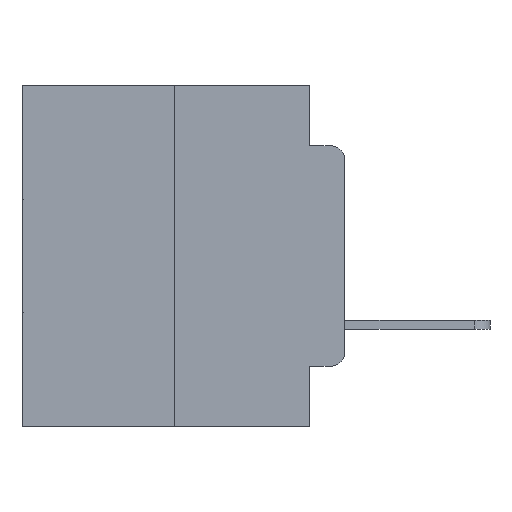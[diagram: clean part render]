
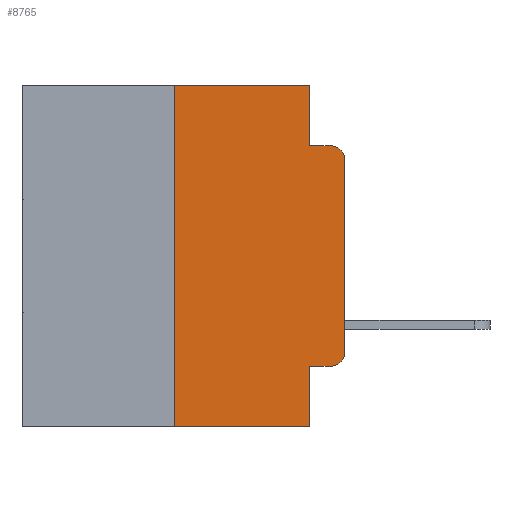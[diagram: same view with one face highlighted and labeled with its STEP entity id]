
A CAD part, left-side view. The second image highlights one B-rep face of the part: STEP entity #8765.
In plain terms, the highlighted planar face has unit normal (-1, 0, 0).
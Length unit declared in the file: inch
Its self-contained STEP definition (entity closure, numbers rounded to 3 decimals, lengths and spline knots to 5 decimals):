
#108 = VECTOR ( 'NONE', #2204, 39.37008 ) ;
#183 = EDGE_CURVE ( 'NONE', #20535, #14086, #26478, .T. ) ;
#271 = CARTESIAN_POINT ( 'NONE',  ( 0., 0.02, -0.0885 ) ) ;
#575 = LINE ( 'NONE', #11305, #19278 ) ;
#1437 = DIRECTION ( 'NONE',  ( 0., -1., 0. ) ) ;
#1608 = ORIENTED_EDGE ( 'NONE', *, *, #8493, .T. ) ;
#1755 = ORIENTED_EDGE ( 'NONE', *, *, #10820, .F. ) ;
#2198 = CARTESIAN_POINT ( 'NONE',  ( 0., 0., 0. ) ) ;
#2204 = DIRECTION ( 'NONE',  ( 0., -1., 0. ) ) ;
#2646 = EDGE_CURVE ( 'NONE', #25581, #3341, #27030, .T. ) ;
#2955 = EDGE_CURVE ( 'NONE', #24457, #19834, #21484, .T. ) ;
#3341 = VERTEX_POINT ( 'NONE', #271 ) ;
#3406 = ORIENTED_EDGE ( 'NONE', *, *, #4812, .T. ) ;
#3530 = CARTESIAN_POINT ( 'NONE',  ( 0., 0.473, 0. ) ) ;
#3662 = ORIENTED_EDGE ( 'NONE', *, *, #5563, .T. ) ;
#4081 = DIRECTION ( 'NONE',  ( -1., 0., 0. ) ) ;
#4525 = DIRECTION ( 'NONE',  ( 0., 0., -1. ) ) ;
#4684 = CARTESIAN_POINT ( 'NONE',  ( 0., 0.051, 0. ) ) ;
#4812 = EDGE_CURVE ( 'NONE', #14086, #25581, #20151, .T. ) ;
#4842 = DIRECTION ( 'NONE',  ( 0., 0., -1. ) ) ;
#5050 = AXIS2_PLACEMENT_3D ( 'NONE', #15365, #22361, #10971 ) ;
#5357 = AXIS2_PLACEMENT_3D ( 'NONE', #17134, #10892, #4525 ) ;
#5563 = EDGE_CURVE ( 'NONE', #11242, #20535, #22423, .T. ) ;
#6315 = AXIS2_PLACEMENT_3D ( 'NONE', #14855, #4081, #8389 ) ;
#7267 = CARTESIAN_POINT ( 'NONE',  ( 0., 0.051, -0.5 ) ) ;
#8389 = DIRECTION ( 'NONE',  ( 0., 0., -1. ) ) ;
#8493 = EDGE_CURVE ( 'NONE', #20702, #22744, #12126, .T. ) ;
#8765 = ADVANCED_FACE ( 'NONE', ( #18976 ), #19210, .F. ) ;
#8795 = CARTESIAN_POINT ( 'NONE',  ( 0., 0.051, -0.4115 ) ) ;
#8950 = CARTESIAN_POINT ( 'NONE',  ( 0., 0.051, -0.0885 ) ) ;
#9878 = CARTESIAN_POINT ( 'NONE',  ( 0., 0.473, -0.5 ) ) ;
#10159 = ORIENTED_EDGE ( 'NONE', *, *, #183, .T. ) ;
#10321 = LINE ( 'NONE', #8950, #27029 ) ;
#10385 = LINE ( 'NONE', #21618, #11390 ) ;
#10820 = EDGE_CURVE ( 'NONE', #20702, #24457, #27051, .T. ) ;
#10892 = DIRECTION ( 'NONE',  ( 1., 0., 0. ) ) ;
#10912 = DIRECTION ( 'NONE',  ( 0., -1., 0. ) ) ;
#10971 = DIRECTION ( 'NONE',  ( 0., 0., -1. ) ) ;
#11242 = VERTEX_POINT ( 'NONE', #8795 ) ;
#11305 = CARTESIAN_POINT ( 'NONE',  ( 0., 0.051, 0. ) ) ;
#11390 = VECTOR ( 'NONE', #4842, 39.37008 ) ;
#12126 = LINE ( 'NONE', #9878, #16419 ) ;
#12738 = DIRECTION ( 'NONE',  ( 0., 0., 1. ) ) ;
#13407 = CARTESIAN_POINT ( 'NONE',  ( 0., 0., -0.3915 ) ) ;
#14086 = VERTEX_POINT ( 'NONE', #13407 ) ;
#14697 = CARTESIAN_POINT ( 'NONE',  ( 0., 0.25, 0. ) ) ;
#14855 = CARTESIAN_POINT ( 'NONE',  ( 0., 0.02, -0.1085 ) ) ;
#15365 = CARTESIAN_POINT ( 'NONE',  ( 0., 0.02, -0.3915 ) ) ;
#16190 = ORIENTED_EDGE ( 'NONE', *, *, #2646, .T. ) ;
#16419 = VECTOR ( 'NONE', #1437, 39.37008 ) ;
#16597 = VECTOR ( 'NONE', #12738, 39.37008 ) ;
#17134 = CARTESIAN_POINT ( 'NONE',  ( 0., 0.473, 0. ) ) ;
#17467 = DIRECTION ( 'NONE',  ( 0., 0., -1. ) ) ;
#17611 = CARTESIAN_POINT ( 'NONE',  ( 0., 0.02, -0.4115 ) ) ;
#17692 = EDGE_LOOP ( 'NONE', ( #3406, #16190, #23895, #25897, #26198, #1755, #1608, #24616, #3662, #10159 ) ) ;
#18883 = DIRECTION ( 'NONE',  ( 0., 0., 1. ) ) ;
#18976 = FACE_OUTER_BOUND ( 'NONE', #17692, .T. ) ;
#19106 = CARTESIAN_POINT ( 'NONE',  ( 0., 0., -0.1085 ) ) ;
#19210 = PLANE ( 'NONE',  #5357 ) ;
#19278 = VECTOR ( 'NONE', #17467, 39.37008 ) ;
#19386 = VERTEX_POINT ( 'NONE', #26974 ) ;
#19834 = VERTEX_POINT ( 'NONE', #4684 ) ;
#20041 = CARTESIAN_POINT ( 'NONE',  ( 0., 0.25, -0.5 ) ) ;
#20151 = LINE ( 'NONE', #2198, #24106 ) ;
#20535 = VERTEX_POINT ( 'NONE', #17611 ) ;
#20595 = EDGE_CURVE ( 'NONE', #19834, #19386, #10385, .T. ) ;
#20702 = VERTEX_POINT ( 'NONE', #20041 ) ;
#21484 = LINE ( 'NONE', #3530, #26382 ) ;
#21618 = CARTESIAN_POINT ( 'NONE',  ( 0., 0.051, 0. ) ) ;
#22361 = DIRECTION ( 'NONE',  ( -1., 0., 0. ) ) ;
#22423 = LINE ( 'NONE', #25210, #108 ) ;
#22504 = DIRECTION ( 'NONE',  ( 0., -1., 0. ) ) ;
#22744 = VERTEX_POINT ( 'NONE', #7267 ) ;
#23895 = ORIENTED_EDGE ( 'NONE', *, *, #26930, .F. ) ;
#24106 = VECTOR ( 'NONE', #18883, 39.37008 ) ;
#24457 = VERTEX_POINT ( 'NONE', #25986 ) ;
#24616 = ORIENTED_EDGE ( 'NONE', *, *, #25065, .F. ) ;
#25065 = EDGE_CURVE ( 'NONE', #11242, #22744, #575, .T. ) ;
#25210 = CARTESIAN_POINT ( 'NONE',  ( 0., 0.051, -0.4115 ) ) ;
#25581 = VERTEX_POINT ( 'NONE', #19106 ) ;
#25897 = ORIENTED_EDGE ( 'NONE', *, *, #20595, .F. ) ;
#25986 = CARTESIAN_POINT ( 'NONE',  ( 0., 0.25, 0. ) ) ;
#26198 = ORIENTED_EDGE ( 'NONE', *, *, #2955, .F. ) ;
#26382 = VECTOR ( 'NONE', #22504, 39.37008 ) ;
#26478 = CIRCLE ( 'NONE', #5050, 0.02 ) ;
#26930 = EDGE_CURVE ( 'NONE', #19386, #3341, #10321, .T. ) ;
#26974 = CARTESIAN_POINT ( 'NONE',  ( 0., 0.051, -0.0885 ) ) ;
#27029 = VECTOR ( 'NONE', #10912, 39.37008 ) ;
#27030 = CIRCLE ( 'NONE', #6315, 0.02 ) ;
#27051 = LINE ( 'NONE', #14697, #16597 ) ;
